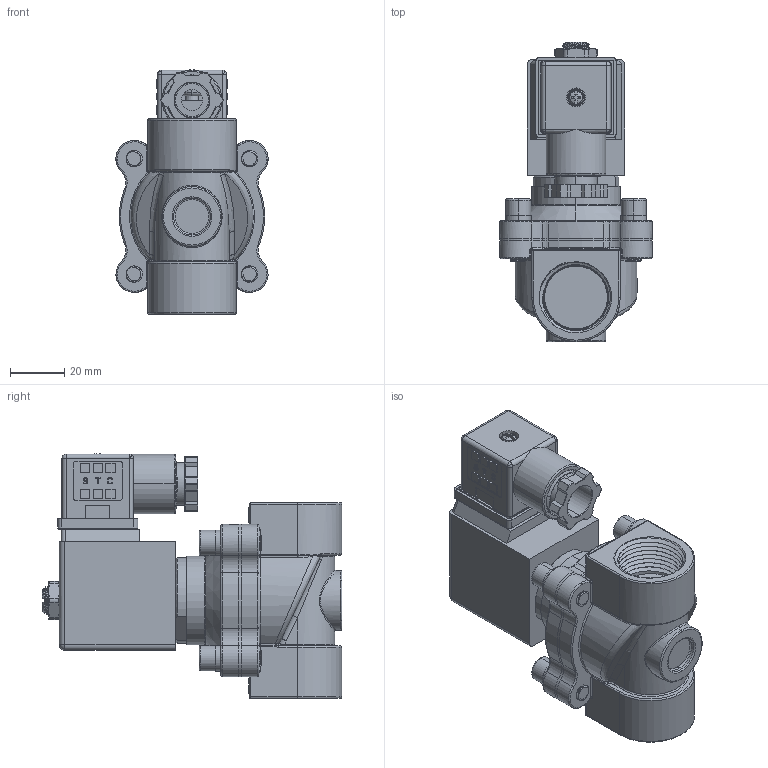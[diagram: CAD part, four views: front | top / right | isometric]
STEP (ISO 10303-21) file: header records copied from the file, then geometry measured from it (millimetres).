
FILE_DESCRIPTION (( 'STEP AP214' ), '1' );
FILE_NAME ('2S200-3-4.STEP', '2018-11-08T19:10:30', ( '' ), ( '' ), 'SwSTEP 2.0', 'SolidWorks 2016', '' );
FILE_SCHEMA (( 'AUTOMOTIVE_DESIGN' ));
Length unit declared in the file: millimetre
Products named in the file (1): 2S200-3-4
Bounding box: 55.98 x 110.2 x 90.03 mm (x, y, z)
Volume: 189370 mm3; surface area: 72684.7 mm2
Topology: 23 solids, 23 shells, 1807 faces, 4952 edges, 3236 vertices
Faces by surface type: cylinder 725, plane 679, bspline 179, cone 98, torus 95, sphere 31
Entity records: 135066 total; most frequent: CARTESIAN_POINT 72559, ORIENTED_EDGE 9854, DIRECTION 7484, EDGE_CURVE 4927, VERTEX_POINT 3232, AXIS2_PLACEMENT_3D 2530, LINE 2424, VECTOR 2424
